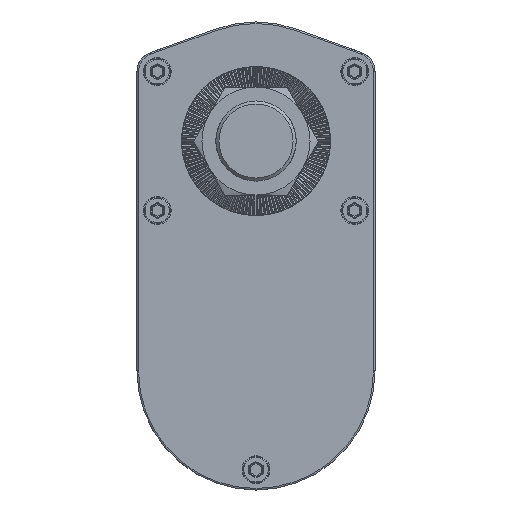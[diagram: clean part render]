
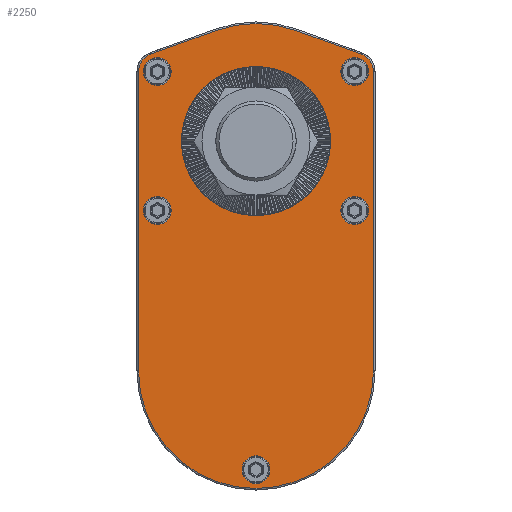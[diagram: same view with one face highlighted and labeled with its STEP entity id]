
A CAD part, front view. The second image highlights one B-rep face of the part: STEP entity #2250.
In plain terms, the highlighted planar face has unit normal (0, -1, 0).
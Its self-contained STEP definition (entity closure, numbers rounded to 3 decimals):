
#2250 = ADVANCED_FACE( '', ( #4762, #4763, #4764, #4765, #4766, #4767, #4768 ), #4769, .T. );
#4762 = FACE_BOUND( '', #11965, .T. );
#4763 = FACE_BOUND( '', #11966, .T. );
#4764 = FACE_BOUND( '', #11967, .T. );
#4765 = FACE_BOUND( '', #11968, .T. );
#4766 = FACE_BOUND( '', #11969, .T. );
#4767 = FACE_OUTER_BOUND( '', #11970, .T. );
#4768 = FACE_BOUND( '', #11971, .T. );
#4769 = PLANE( '', #11972 );
#11965 = EDGE_LOOP( '', ( #19674 ) );
#11966 = EDGE_LOOP( '', ( #19675 ) );
#11967 = EDGE_LOOP( '', ( #19676 ) );
#11968 = EDGE_LOOP( '', ( #19677 ) );
#11969 = EDGE_LOOP( '', ( #19678 ) );
#11970 = EDGE_LOOP( '', ( #19679, #19680, #19681, #19682, #19683, #19684, #19685, #19686 ) );
#11971 = EDGE_LOOP( '', ( #19687 ) );
#11972 = AXIS2_PLACEMENT_3D( '', #19688, #19689, #19690 );
#19674 = ORIENTED_EDGE( '', *, *, #22796, .T. );
#19675 = ORIENTED_EDGE( '', *, *, #22579, .T. );
#19676 = ORIENTED_EDGE( '', *, *, #24180, .T. );
#19677 = ORIENTED_EDGE( '', *, *, #24405, .T. );
#19678 = ORIENTED_EDGE( '', *, *, #21977, .T. );
#19679 = ORIENTED_EDGE( '', *, *, #23832, .T. );
#19680 = ORIENTED_EDGE( '', *, *, #23579, .T. );
#19681 = ORIENTED_EDGE( '', *, *, #22788, .T. );
#19682 = ORIENTED_EDGE( '', *, *, #24406, .T. );
#19683 = ORIENTED_EDGE( '', *, *, #22850, .T. );
#19684 = ORIENTED_EDGE( '', *, *, #24407, .T. );
#19685 = ORIENTED_EDGE( '', *, *, #24408, .T. );
#19686 = ORIENTED_EDGE( '', *, *, #23991, .T. );
#19687 = ORIENTED_EDGE( '', *, *, #24240, .F. );
#19688 = CARTESIAN_POINT( '', ( 0., 24.5, -74.5 ) );
#19689 = DIRECTION( '', ( 0., -1., 0. ) );
#19690 = DIRECTION( '', ( 0., 0., -1. ) );
#21977 = EDGE_CURVE( '', #25211, #25211, #25212, .T. );
#22579 = EDGE_CURVE( '', #26215, #26215, #26216, .T. );
#22788 = EDGE_CURVE( '', #26551, #26549, #26552, .T. );
#22796 = EDGE_CURVE( '', #26563, #26563, #26564, .T. );
#22850 = EDGE_CURVE( '', #26649, #26647, #26650, .T. );
#23579 = EDGE_CURVE( '', #27732, #26551, #27735, .T. );
#23832 = EDGE_CURVE( '', #28075, #27732, #28077, .T. );
#23991 = EDGE_CURVE( '', #28287, #28075, #28289, .T. );
#24180 = EDGE_CURVE( '', #28523, #28523, #28524, .T. );
#24240 = EDGE_CURVE( '', #28599, #28599, #28600, .T. );
#24405 = EDGE_CURVE( '', #28801, #28801, #28802, .T. );
#24406 = EDGE_CURVE( '', #26549, #26649, #28803, .T. );
#24407 = EDGE_CURVE( '', #26647, #28804, #28805, .T. );
#24408 = EDGE_CURVE( '', #28804, #28287, #28806, .T. );
#25211 = VERTEX_POINT( '', #29984 );
#25212 = CIRCLE( '', #29985, 4.5 );
#26215 = VERTEX_POINT( '', #32219 );
#26216 = CIRCLE( '', #32220, 4.5 );
#26549 = VERTEX_POINT( '', #33031 );
#26551 = VERTEX_POINT( '', #33033 );
#26552 = CIRCLE( '', #33034, 38.08 );
#26563 = VERTEX_POINT( '', #33066 );
#26564 = CIRCLE( '', #33067, 4.5 );
#26647 = VERTEX_POINT( '', #33181 );
#26649 = VERTEX_POINT( '', #33183 );
#26650 = CIRCLE( '', #33184, 6.08 );
#27732 = VERTEX_POINT( '', #35361 );
#27735 = LINE( '', #35365, #35366 );
#28075 = VERTEX_POINT( '', #36284 );
#28077 = CIRCLE( '', #36286, 6.08 );
#28287 = VERTEX_POINT( '', #36742 );
#28289 = LINE( '', #36744, #36745 );
#28523 = VERTEX_POINT( '', #37513 );
#28524 = CIRCLE( '', #37514, 4.5 );
#28599 = VERTEX_POINT( '', #37611 );
#28600 = CIRCLE( '', #37612, 24.1 );
#28801 = VERTEX_POINT( '', #37843 );
#28802 = CIRCLE( '', #37844, 4.5 );
#28803 = LINE( '', #37845, #37846 );
#28804 = VERTEX_POINT( '', #37847 );
#28805 = LINE( '', #37848, #37849 );
#28806 = CIRCLE( '', #37850, 38.08 );
#29984 = CARTESIAN_POINT( '', ( -32., 24.5, 18. ) );
#29985 = AXIS2_PLACEMENT_3D( '', #38852, #38853, #38854 );
#32219 = CARTESIAN_POINT( '', ( 32., 24.5, -27. ) );
#32220 = AXIS2_PLACEMENT_3D( '', #39510, #39511, #39512 );
#33031 = CARTESIAN_POINT( '', ( -12.944, 24.5, 35.813 ) );
#33033 = CARTESIAN_POINT( '', ( 12.944, 24.5, 35.813 ) );
#33034 = AXIS2_PLACEMENT_3D( '', #39726, #39727, #39728 );
#33066 = CARTESIAN_POINT( '', ( 32., 24.5, 18. ) );
#33067 = AXIS2_PLACEMENT_3D( '', #39738, #39739, #39740 );
#33181 = CARTESIAN_POINT( '', ( -38.08, 24.5, 22.46 ) );
#33183 = CARTESIAN_POINT( '', ( -34.067, 24.5, 28.178 ) );
#33184 = AXIS2_PLACEMENT_3D( '', #39799, #39800, #39801 );
#35361 = CARTESIAN_POINT( '', ( 34.067, 24.5, 28.178 ) );
#35365 = CARTESIAN_POINT( '', ( 36.76, 24.5, 27.204 ) );
#35366 = VECTOR( '', #40617, 1000. );
#36284 = CARTESIAN_POINT( '', ( 38.08, 24.5, 22.46 ) );
#36286 = AXIS2_PLACEMENT_3D( '', #40885, #40886, #40887 );
#36742 = CARTESIAN_POINT( '', ( 38.08, 24.5, -74.5 ) );
#36744 = CARTESIAN_POINT( '', ( 38.08, 24.5, -74.5 ) );
#36745 = VECTOR( '', #41061, 1000. );
#37513 = CARTESIAN_POINT( '', ( -32., 24.5, -27. ) );
#37514 = AXIS2_PLACEMENT_3D( '', #41261, #41262, #41263 );
#37611 = CARTESIAN_POINT( '', ( 0., 24.5, -24.1 ) );
#37612 = AXIS2_PLACEMENT_3D( '', #41334, #41335, #41336 );
#37843 = CARTESIAN_POINT( '', ( 0., 24.5, -111. ) );
#37844 = AXIS2_PLACEMENT_3D( '', #41697, #41698, #41699 );
#37845 = CARTESIAN_POINT( '', ( -36.76, 24.5, 27.204 ) );
#37846 = VECTOR( '', #41700, 1000. );
#37847 = CARTESIAN_POINT( '', ( -38.08, 24.5, -74.5 ) );
#37848 = CARTESIAN_POINT( '', ( -38.08, 24.5, -74.5 ) );
#37849 = VECTOR( '', #41701, 1000. );
#37850 = AXIS2_PLACEMENT_3D( '', #41702, #41703, #41704 );
#38852 = CARTESIAN_POINT( '', ( -32., 24.5, 22.5 ) );
#38853 = DIRECTION( '', ( 0., 1., 0. ) );
#38854 = DIRECTION( '', ( 0., 0., -1. ) );
#39510 = CARTESIAN_POINT( '', ( 32., 24.5, -22.5 ) );
#39511 = DIRECTION( '', ( 0., 1., 0. ) );
#39512 = DIRECTION( '', ( 0., 0., -1. ) );
#39726 = CARTESIAN_POINT( '', ( 0., 24.5, 0. ) );
#39727 = DIRECTION( '', ( 0., -1., 0. ) );
#39728 = DIRECTION( '', ( 0., 0., -1. ) );
#39738 = CARTESIAN_POINT( '', ( 32., 24.5, 22.5 ) );
#39739 = DIRECTION( '', ( 0., 1., 0. ) );
#39740 = DIRECTION( '', ( 0., 0., -1. ) );
#39799 = CARTESIAN_POINT( '', ( -32., 24.5, 22.46 ) );
#39800 = DIRECTION( '', ( 0., -1., 0. ) );
#39801 = DIRECTION( '', ( 0., 0., -1. ) );
#40617 = DIRECTION( '', ( -0.94, 0., 0.34 ) );
#40885 = CARTESIAN_POINT( '', ( 32., 24.5, 22.46 ) );
#40886 = DIRECTION( '', ( 0., -1., 0. ) );
#40887 = DIRECTION( '', ( 0., 0., -1. ) );
#41061 = DIRECTION( '', ( 0., 0., 1. ) );
#41261 = CARTESIAN_POINT( '', ( -32., 24.5, -22.5 ) );
#41262 = DIRECTION( '', ( 0., 1., 0. ) );
#41263 = DIRECTION( '', ( 0., 0., -1. ) );
#41334 = CARTESIAN_POINT( '', ( 0., 24.5, 0. ) );
#41335 = DIRECTION( '', ( 0., -1., 0. ) );
#41336 = DIRECTION( '', ( 0., 0., -1. ) );
#41697 = CARTESIAN_POINT( '', ( 0., 24.5, -106.5 ) );
#41698 = DIRECTION( '', ( 0., 1., 0. ) );
#41699 = DIRECTION( '', ( 0., 0., -1. ) );
#41700 = DIRECTION( '', ( -0.94, 0., -0.34 ) );
#41701 = DIRECTION( '', ( 0., 0., -1. ) );
#41702 = CARTESIAN_POINT( '', ( 0., 24.5, -74.5 ) );
#41703 = DIRECTION( '', ( 0., -1., 0. ) );
#41704 = DIRECTION( '', ( 0., 0., -1. ) );
